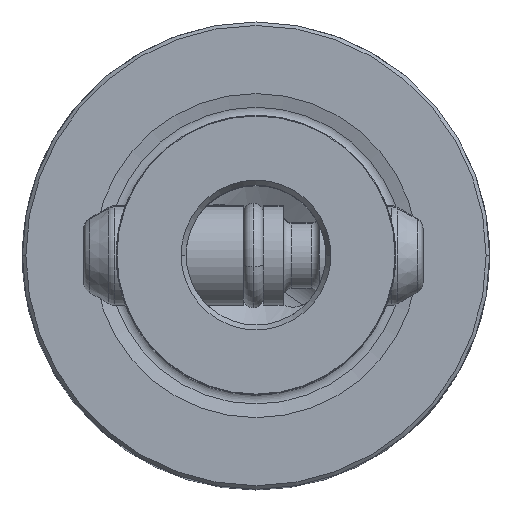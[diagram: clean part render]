
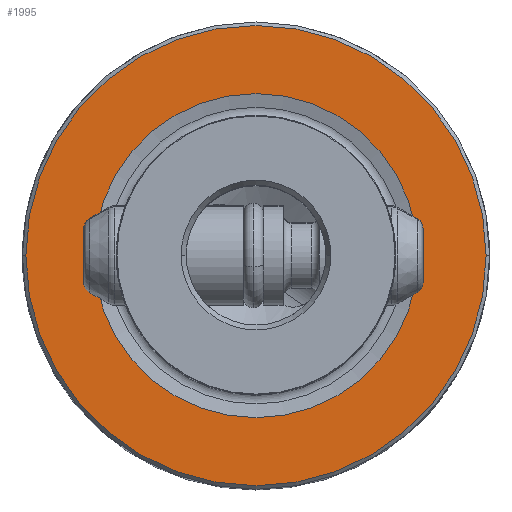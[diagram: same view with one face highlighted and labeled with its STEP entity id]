
A CAD part, top view. The second image highlights one B-rep face of the part: STEP entity #1995.
In plain terms, the highlighted planar face has unit normal (0, 0, 1).
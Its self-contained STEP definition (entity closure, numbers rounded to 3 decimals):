
#1385=VERTEX_POINT('NONE',#3540);
#1451=VERTEX_POINT('NONE',#3611);
#1665=VERTEX_POINT('NONE',#3849);
#1995=ADVANCED_FACE('NONE',(#4218,#4219),#4220,.T.);
#2193=EDGE_CURVE('NONE',#1385,#2575,#4443,.T.);
#2249=EDGE_CURVE('NONE',#1451,#1665,#4506,.T.);
#2259=EDGE_CURVE('NONE',#2575,#1385,#4516,.T.);
#2575=VERTEX_POINT('NONE',#4879);
#3171=EDGE_CURVE('NONE',#1665,#1451,#5544,.T.);
#3540=CARTESIAN_POINT('',(11.525,0.,0.0));
#3611=CARTESIAN_POINT('',(8.112,0.,0.0));
#3849=CARTESIAN_POINT('',(-8.112,0.,0.0));
#4218=FACE_OUTER_BOUND('',#7159,.T.);
#4219=FACE_BOUND('',#7160,.T.);
#4220=PLANE('',#7161);
#4443=CIRCLE('',#7538,11.525);
#4506=CIRCLE('',#7626,8.112);
#4516=CIRCLE('',#7641,11.525);
#4879=CARTESIAN_POINT('',(-11.525,0.,0.0));
#5544=CIRCLE('',#9244,8.112);
#7159=EDGE_LOOP('',(#10454,#10455));
#7160=EDGE_LOOP('',(#10456,#10457));
#7161=AXIS2_PLACEMENT_3D('',#10458,#10459,#10460);
#7538=AXIS2_PLACEMENT_3D('',#10757,#10758,#10759);
#7626=AXIS2_PLACEMENT_3D('',#10830,#10831,#10832);
#7641=AXIS2_PLACEMENT_3D('',#10840,#10841,#10842);
#9244=AXIS2_PLACEMENT_3D('',#12183,#12184,#12185);
#10454=ORIENTED_EDGE('',*,*,#2259,.F.);
#10455=ORIENTED_EDGE('',*,*,#2193,.F.);
#10456=ORIENTED_EDGE('',*,*,#2249,.F.);
#10457=ORIENTED_EDGE('',*,*,#3171,.F.);
#10458=CARTESIAN_POINT('',(-7.0,0.0,0.0));
#10459=DIRECTION('',(0.0,-0.0,1.0));
#10460=DIRECTION('',(0.0,1.0,0.0));
#10757=CARTESIAN_POINT('',(0.0,0.0,0.0));
#10758=DIRECTION('',(0.0,0.0,-1.0));
#10759=DIRECTION('',(0.0,1.0,0.0));
#10830=CARTESIAN_POINT('',(0.0,0.0,0.0));
#10831=DIRECTION('',(0.0,-0.0,1.0));
#10832=DIRECTION('',(0.0,1.0,0.0));
#10840=CARTESIAN_POINT('',(0.0,0.0,0.0));
#10841=DIRECTION('',(0.0,0.0,-1.0));
#10842=DIRECTION('',(0.0,1.0,0.0));
#12183=CARTESIAN_POINT('',(0.0,0.0,0.0));
#12184=DIRECTION('',(0.0,-0.0,1.0));
#12185=DIRECTION('',(0.0,1.0,0.0));
